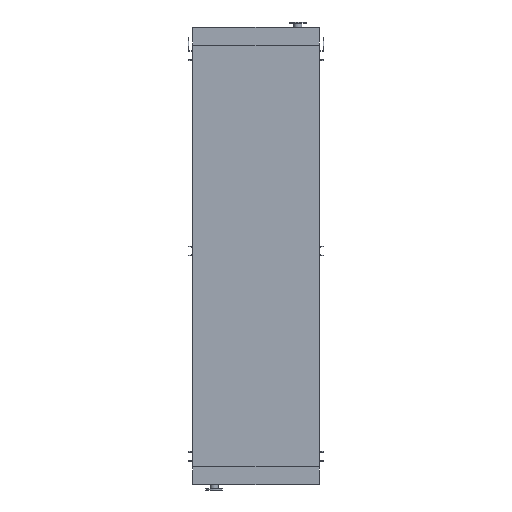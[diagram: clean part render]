
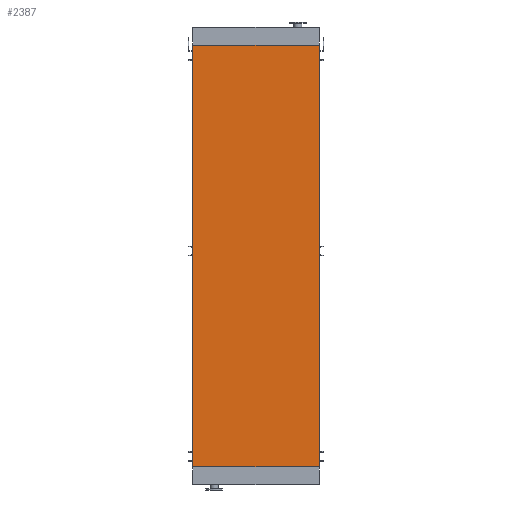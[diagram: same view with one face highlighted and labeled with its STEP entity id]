
A CAD part, front view. The second image highlights one B-rep face of the part: STEP entity #2387.
In plain terms, the highlighted planar face has unit normal (0, -1, 0).
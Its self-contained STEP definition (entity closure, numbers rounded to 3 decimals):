
#38 = EDGE_CURVE ( 'NONE', #12884, #1939, #20364, .T. ) ;
#951 = VERTEX_POINT ( 'NONE', #19218 ) ;
#1939 = VERTEX_POINT ( 'NONE', #20204 ) ;
#2364 = VECTOR ( 'NONE', #10972, 1000. ) ;
#2387 = ADVANCED_FACE ( 'NONE', ( #17966 ), #13474, .T. ) ;
#2617 = EDGE_CURVE ( 'NONE', #12884, #951, #6563, .T. ) ;
#3069 = VECTOR ( 'NONE', #6688, 1000. ) ;
#3495 = CARTESIAN_POINT ( 'NONE',  ( -845., 0., -5650. ) ) ;
#4799 = ORIENTED_EDGE ( 'NONE', *, *, #17572, .F. ) ;
#5556 = CARTESIAN_POINT ( 'NONE',  ( -845., 0., -5650. ) ) ;
#5701 = VECTOR ( 'NONE', #17213, 1000. ) ;
#6139 = CARTESIAN_POINT ( 'NONE',  ( 845., 0., -5650. ) ) ;
#6298 = ORIENTED_EDGE ( 'NONE', *, *, #16368, .T. ) ;
#6563 = LINE ( 'NONE', #14143, #2364 ) ;
#6688 = DIRECTION ( 'NONE',  ( 1., 0., 0. ) ) ;
#7416 = VECTOR ( 'NONE', #11589, 1000. ) ;
#8772 = DIRECTION ( 'NONE',  ( 0., -1., 0. ) ) ;
#9988 = CARTESIAN_POINT ( 'NONE',  ( -845., 0., 0. ) ) ;
#9999 = AXIS2_PLACEMENT_3D ( 'NONE', #5556, #8772, #19805 ) ;
#10011 = CARTESIAN_POINT ( 'NONE',  ( 845., 0., 0. ) ) ;
#10040 = ORIENTED_EDGE ( 'NONE', *, *, #38, .T. ) ;
#10972 = DIRECTION ( 'NONE',  ( 0., 0., 1. ) ) ;
#11589 = DIRECTION ( 'NONE',  ( 1., 0., 0. ) ) ;
#12327 = CARTESIAN_POINT ( 'NONE',  ( -845., 0., -5650. ) ) ;
#12884 = VERTEX_POINT ( 'NONE', #12327 ) ;
#13474 = PLANE ( 'NONE',  #9999 ) ;
#14143 = CARTESIAN_POINT ( 'NONE',  ( -845., 0., -5650. ) ) ;
#15202 = VERTEX_POINT ( 'NONE', #10011 ) ;
#16303 = LINE ( 'NONE', #9988, #7416 ) ;
#16368 = EDGE_CURVE ( 'NONE', #1939, #15202, #17837, .T. ) ;
#17213 = DIRECTION ( 'NONE',  ( 0., 0., 1. ) ) ;
#17431 = ORIENTED_EDGE ( 'NONE', *, *, #2617, .F. ) ;
#17572 = EDGE_CURVE ( 'NONE', #951, #15202, #16303, .T. ) ;
#17837 = LINE ( 'NONE', #6139, #5701 ) ;
#17966 = FACE_OUTER_BOUND ( 'NONE', #18884, .T. ) ;
#18884 = EDGE_LOOP ( 'NONE', ( #4799, #17431, #10040, #6298 ) ) ;
#19218 = CARTESIAN_POINT ( 'NONE',  ( -845., 0., 0. ) ) ;
#19805 = DIRECTION ( 'NONE',  ( 0., 0., -1. ) ) ;
#20204 = CARTESIAN_POINT ( 'NONE',  ( 845., 0., -5650. ) ) ;
#20364 = LINE ( 'NONE', #3495, #3069 ) ;
